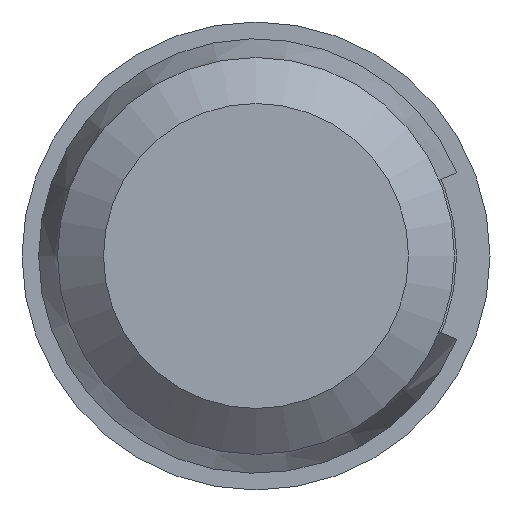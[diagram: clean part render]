
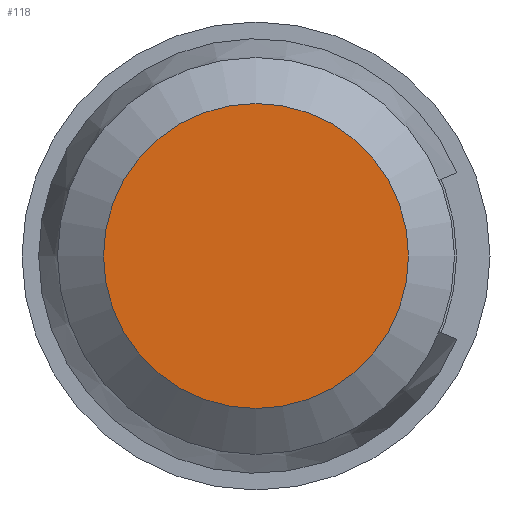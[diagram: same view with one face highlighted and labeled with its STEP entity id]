
A CAD part, front view. The second image highlights one B-rep face of the part: STEP entity #118.
In plain terms, the highlighted planar face has unit normal (0, -1, 0).
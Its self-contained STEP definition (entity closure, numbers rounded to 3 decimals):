
#95=CIRCLE('',#384,1.825);
#118=ADVANCED_FACE('',(#153),#139,.T.);
#139=PLANE('',#385);
#153=FACE_OUTER_BOUND('',#168,.T.);
#168=EDGE_LOOP('',(#235));
#235=ORIENTED_EDGE('',*,*,#324,.T.);
#289=VERTEX_POINT('',#587);
#324=EDGE_CURVE('',#289,#289,#95,.T.);
#384=AXIS2_PLACEMENT_3D('',#586,#463,#464);
#385=AXIS2_PLACEMENT_3D('',#588,#465,#466);
#463=DIRECTION('',(0.,-1.,0.));
#464=DIRECTION('',(1.,0.,0.));
#465=DIRECTION('',(0.,-1.,0.));
#466=DIRECTION('',(0.,0.,1.));
#586=CARTESIAN_POINT('',(6.826,13.757,-0.388));
#587=CARTESIAN_POINT('',(8.651,13.757,-0.388));
#588=CARTESIAN_POINT('',(8.833,13.757,-2.395));
